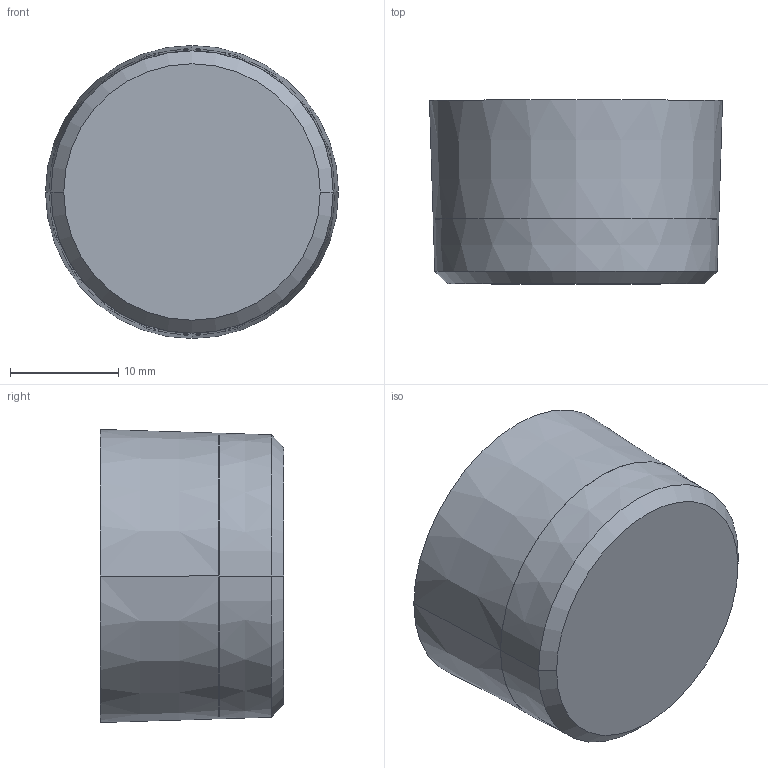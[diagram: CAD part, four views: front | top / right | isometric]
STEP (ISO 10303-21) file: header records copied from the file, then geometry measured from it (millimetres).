
FILE_DESCRIPTION(('STEP AP214'),'1');
FILE_NAME('0206_27_00.stp','2016-07-07T14:23:25',('TraceParts'),('TraceParts S.A.'),'Spatial InterOp 3D',' ',' ');
FILE_SCHEMA(('automotive_design'));
Length unit declared in the file: millimetre
Products named in the file (1): 1
Bounding box: 27.13 x 17 x 27.13 mm (x, y, z)
Volume: 7524.7 mm3; surface area: 3195.3 mm2
Topology: 1 solids, 1 shells, 19 faces, 40 edges, 26 vertices
Faces by surface type: plane 11, cone 6, cylinder 2
Entity records: 527 total; most frequent: DIRECTION 94, CARTESIAN_POINT 86, ORIENTED_EDGE 80, EDGE_CURVE 40, AXIS2_PLACEMENT_3D 34, VERTEX_POINT 26, LINE 26, VECTOR 26
